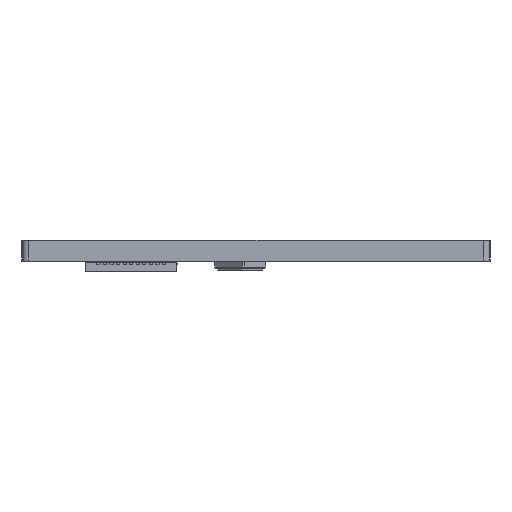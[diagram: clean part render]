
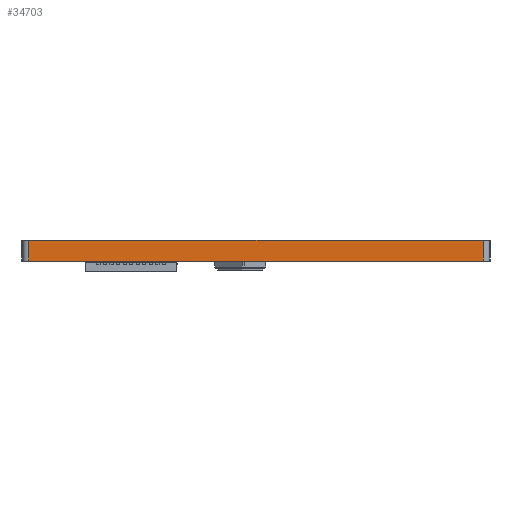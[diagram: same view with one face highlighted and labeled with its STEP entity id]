
A CAD part, left-side view. The second image highlights one B-rep face of the part: STEP entity #34703.
In plain terms, the highlighted planar face has unit normal (-1, 0, 0).
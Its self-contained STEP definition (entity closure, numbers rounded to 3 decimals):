
#23953 = PLANE('',#23954);
#23954 = AXIS2_PLACEMENT_3D('',#23955,#23956,#23957);
#23955 = CARTESIAN_POINT('',(229.571,-200.025,0.));
#23956 = DIRECTION('',(0.,0.,1.));
#23957 = DIRECTION('',(1.,0.,0.));
#23981 = CYLINDRICAL_SURFACE('',#23982,0.5);
#23982 = AXIS2_PLACEMENT_3D('',#23983,#23984,#23985);
#23983 = CARTESIAN_POINT('',(139.803,-217.384,0.));
#23984 = DIRECTION('',(0.,0.,-1.));
#23985 = DIRECTION('',(1.,0.,0.));
#24009 = PLANE('',#24010);
#24010 = AXIS2_PLACEMENT_3D('',#24011,#24012,#24013);
#24011 = CARTESIAN_POINT('',(229.571,-200.025,1.6));
#24012 = DIRECTION('',(0.,0.,1.));
#24013 = DIRECTION('',(1.,0.,0.));
#24136 = VERTEX_POINT('',#24137);
#24137 = CARTESIAN_POINT('',(139.303,-182.666,0.));
#24152 = CYLINDRICAL_SURFACE('',#24153,0.5);
#24153 = AXIS2_PLACEMENT_3D('',#24154,#24155,#24156);
#24154 = CARTESIAN_POINT('',(139.803,-182.666,0.));
#24155 = DIRECTION('',(0.,0.,-1.));
#24156 = DIRECTION('',(1.,0.,0.));
#24164 = EDGE_CURVE('',#24136,#24165,#24167,.T.);
#24165 = VERTEX_POINT('',#24166);
#24166 = CARTESIAN_POINT('',(139.303,-217.384,0.));
#24167 = SURFACE_CURVE('',#24168,(#24172,#24179),.PCURVE_S1.);
#24168 = LINE('',#24169,#24170);
#24169 = CARTESIAN_POINT('',(139.303,-182.666,0.));
#24170 = VECTOR('',#24171,1.);
#24171 = DIRECTION('',(0.,-1.,0.));
#24172 = PCURVE('',#23953,#24173);
#24173 = DEFINITIONAL_REPRESENTATION('',(#24174),#24178);
#24174 = LINE('',#24175,#24176);
#24175 = CARTESIAN_POINT('',(-90.268,17.359));
#24176 = VECTOR('',#24177,1.);
#24177 = DIRECTION('',(0.,-1.));
#24178 = ( GEOMETRIC_REPRESENTATION_CONTEXT(2) 
PARAMETRIC_REPRESENTATION_CONTEXT() REPRESENTATION_CONTEXT('2D SPACE',''
  ) );
#24179 = PCURVE('',#24180,#24185);
#24180 = PLANE('',#24181);
#24181 = AXIS2_PLACEMENT_3D('',#24182,#24183,#24184);
#24182 = CARTESIAN_POINT('',(139.303,-182.666,0.));
#24183 = DIRECTION('',(1.,0.,0.));
#24184 = DIRECTION('',(0.,-1.,0.));
#24185 = DEFINITIONAL_REPRESENTATION('',(#24186),#24190);
#24186 = LINE('',#24187,#24188);
#24187 = CARTESIAN_POINT('',(0.,0.));
#24188 = VECTOR('',#24189,1.);
#24189 = DIRECTION('',(1.,0.));
#24190 = ( GEOMETRIC_REPRESENTATION_CONTEXT(2) 
PARAMETRIC_REPRESENTATION_CONTEXT() REPRESENTATION_CONTEXT('2D SPACE',''
  ) );
#29833 = VERTEX_POINT('',#29834);
#29834 = CARTESIAN_POINT('',(139.303,-182.666,1.6));
#29856 = EDGE_CURVE('',#29833,#29857,#29859,.T.);
#29857 = VERTEX_POINT('',#29858);
#29858 = CARTESIAN_POINT('',(139.303,-217.384,1.6));
#29859 = SURFACE_CURVE('',#29860,(#29864,#29871),.PCURVE_S1.);
#29860 = LINE('',#29861,#29862);
#29861 = CARTESIAN_POINT('',(139.303,-182.666,1.6));
#29862 = VECTOR('',#29863,1.);
#29863 = DIRECTION('',(0.,-1.,0.));
#29864 = PCURVE('',#24009,#29865);
#29865 = DEFINITIONAL_REPRESENTATION('',(#29866),#29870);
#29866 = LINE('',#29867,#29868);
#29867 = CARTESIAN_POINT('',(-90.268,17.359));
#29868 = VECTOR('',#29869,1.);
#29869 = DIRECTION('',(0.,-1.));
#29870 = ( GEOMETRIC_REPRESENTATION_CONTEXT(2) 
PARAMETRIC_REPRESENTATION_CONTEXT() REPRESENTATION_CONTEXT('2D SPACE',''
  ) );
#29871 = PCURVE('',#24180,#29872);
#29872 = DEFINITIONAL_REPRESENTATION('',(#29873),#29877);
#29873 = LINE('',#29874,#29875);
#29874 = CARTESIAN_POINT('',(0.,-1.6));
#29875 = VECTOR('',#29876,1.);
#29876 = DIRECTION('',(1.,0.));
#29877 = ( GEOMETRIC_REPRESENTATION_CONTEXT(2) 
PARAMETRIC_REPRESENTATION_CONTEXT() REPRESENTATION_CONTEXT('2D SPACE',''
  ) );
#34444 = EDGE_CURVE('',#24165,#29857,#34445,.T.);
#34445 = SURFACE_CURVE('',#34446,(#34450,#34457),.PCURVE_S1.);
#34446 = LINE('',#34447,#34448);
#34447 = CARTESIAN_POINT('',(139.303,-217.384,0.));
#34448 = VECTOR('',#34449,1.);
#34449 = DIRECTION('',(0.,0.,1.));
#34450 = PCURVE('',#23981,#34451);
#34451 = DEFINITIONAL_REPRESENTATION('',(#34452),#34456);
#34452 = LINE('',#34453,#34454);
#34453 = CARTESIAN_POINT('',(-3.142,0.));
#34454 = VECTOR('',#34455,1.);
#34455 = DIRECTION('',(0.,-1.));
#34456 = ( GEOMETRIC_REPRESENTATION_CONTEXT(2) 
PARAMETRIC_REPRESENTATION_CONTEXT() REPRESENTATION_CONTEXT('2D SPACE',''
  ) );
#34457 = PCURVE('',#24180,#34458);
#34458 = DEFINITIONAL_REPRESENTATION('',(#34459),#34463);
#34459 = LINE('',#34460,#34461);
#34460 = CARTESIAN_POINT('',(34.719,0.));
#34461 = VECTOR('',#34462,1.);
#34462 = DIRECTION('',(0.,-1.));
#34463 = ( GEOMETRIC_REPRESENTATION_CONTEXT(2) 
PARAMETRIC_REPRESENTATION_CONTEXT() REPRESENTATION_CONTEXT('2D SPACE',''
  ) );
#34655 = EDGE_CURVE('',#24136,#29833,#34656,.T.);
#34656 = SURFACE_CURVE('',#34657,(#34661,#34668),.PCURVE_S1.);
#34657 = LINE('',#34658,#34659);
#34658 = CARTESIAN_POINT('',(139.303,-182.666,0.));
#34659 = VECTOR('',#34660,1.);
#34660 = DIRECTION('',(0.,0.,1.));
#34661 = PCURVE('',#24152,#34662);
#34662 = DEFINITIONAL_REPRESENTATION('',(#34663),#34667);
#34663 = LINE('',#34664,#34665);
#34664 = CARTESIAN_POINT('',(-3.142,0.));
#34665 = VECTOR('',#34666,1.);
#34666 = DIRECTION('',(0.,-1.));
#34667 = ( GEOMETRIC_REPRESENTATION_CONTEXT(2) 
PARAMETRIC_REPRESENTATION_CONTEXT() REPRESENTATION_CONTEXT('2D SPACE',''
  ) );
#34668 = PCURVE('',#24180,#34669);
#34669 = DEFINITIONAL_REPRESENTATION('',(#34670),#34674);
#34670 = LINE('',#34671,#34672);
#34671 = CARTESIAN_POINT('',(0.,0.));
#34672 = VECTOR('',#34673,1.);
#34673 = DIRECTION('',(0.,-1.));
#34674 = ( GEOMETRIC_REPRESENTATION_CONTEXT(2) 
PARAMETRIC_REPRESENTATION_CONTEXT() REPRESENTATION_CONTEXT('2D SPACE',''
  ) );
#34703 = ADVANCED_FACE('',(#34704),#24180,.F.);
#34704 = FACE_BOUND('',#34705,.F.);
#34705 = EDGE_LOOP('',(#34706,#34707,#34708,#34709));
#34706 = ORIENTED_EDGE('',*,*,#34655,.T.);
#34707 = ORIENTED_EDGE('',*,*,#29856,.T.);
#34708 = ORIENTED_EDGE('',*,*,#34444,.F.);
#34709 = ORIENTED_EDGE('',*,*,#24164,.F.);
